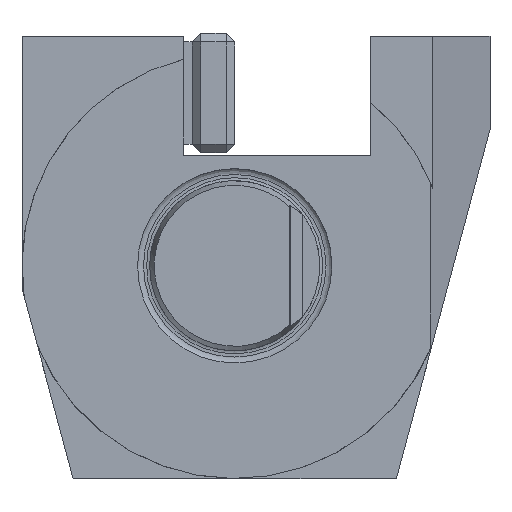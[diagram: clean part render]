
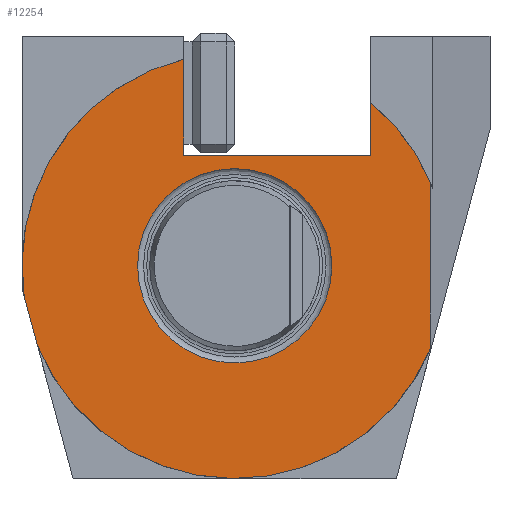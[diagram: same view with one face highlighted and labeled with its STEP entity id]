
A CAD part, front view. The second image highlights one B-rep face of the part: STEP entity #12254.
In plain terms, the highlighted planar face has unit normal (0, -1, 0).
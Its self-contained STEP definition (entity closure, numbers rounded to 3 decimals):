
#117 = VECTOR ( 'NONE', #952, 1000. ) ;
#166 = VERTEX_POINT ( 'NONE', #8037 ) ;
#347 = CARTESIAN_POINT ( 'NONE',  ( -11.55, 0., 0. ) ) ;
#468 = VECTOR ( 'NONE', #7850, 1000. ) ;
#637 = VERTEX_POINT ( 'NONE', #6626 ) ;
#799 = VECTOR ( 'NONE', #8599, 1000. ) ;
#896 = ORIENTED_EDGE ( 'NONE', *, *, #12464, .T. ) ;
#952 = DIRECTION ( 'NONE',  ( 0., 0., 1. ) ) ;
#1132 = DIRECTION ( 'NONE',  ( 0., -1., 0. ) ) ;
#1375 = CARTESIAN_POINT ( 'NONE',  ( 0., 0., 0. ) ) ;
#1438 = EDGE_CURVE ( 'NONE', #9404, #9404, #6813, .T. ) ;
#1494 = PLANE ( 'NONE',  #12369 ) ;
#1652 = DIRECTION ( 'NONE',  ( 0.259, 0., -0.966 ) ) ;
#1786 = VERTEX_POINT ( 'NONE', #12452 ) ;
#2269 = DIRECTION ( 'NONE',  ( -1., 0., 0. ) ) ;
#2507 = EDGE_CURVE ( 'NONE', #637, #11140, #11854, .T. ) ;
#2864 = ORIENTED_EDGE ( 'NONE', *, *, #10380, .F. ) ;
#2986 = CARTESIAN_POINT ( 'NONE',  ( 16., 0., 0. ) ) ;
#3141 = CARTESIAN_POINT ( 'NONE',  ( -6., 0., 0. ) ) ;
#3145 = CIRCLE ( 'NONE', #4892, 25. ) ;
#3286 = VECTOR ( 'NONE', #1652, 1000. ) ;
#3397 = ORIENTED_EDGE ( 'NONE', *, *, #5663, .T. ) ;
#3602 = DIRECTION ( 'NONE',  ( -1., 0., 0. ) ) ;
#3632 = VERTEX_POINT ( 'NONE', #9715 ) ;
#3926 = ORIENTED_EDGE ( 'NONE', *, *, #2507, .F. ) ;
#3935 = LINE ( 'NONE', #10852, #3286 ) ;
#4178 = DIRECTION ( 'NONE',  ( -1., 0., 0. ) ) ;
#4786 = ORIENTED_EDGE ( 'NONE', *, *, #8974, .T. ) ;
#4892 = AXIS2_PLACEMENT_3D ( 'NONE', #1375, #4992, #3602 ) ;
#4992 = DIRECTION ( 'NONE',  ( 0., 1., 0. ) ) ;
#5663 = EDGE_CURVE ( 'NONE', #11490, #3632, #13526, .T. ) ;
#5744 = CARTESIAN_POINT ( 'NONE',  ( 0., 0., 0. ) ) ;
#6048 = ORIENTED_EDGE ( 'NONE', *, *, #1438, .F. ) ;
#6306 = ORIENTED_EDGE ( 'NONE', *, *, #6517, .T. ) ;
#6428 = VERTEX_POINT ( 'NONE', #10187 ) ;
#6517 = EDGE_CURVE ( 'NONE', #3632, #12304, #10344, .T. ) ;
#6626 = CARTESIAN_POINT ( 'NONE',  ( -24.746, 0., -3.557 ) ) ;
#6813 = CIRCLE ( 'NONE', #8026, 11.419 ) ;
#7289 = AXIS2_PLACEMENT_3D ( 'NONE', #10233, #14687, #14927 ) ;
#7792 = CARTESIAN_POINT ( 'NONE',  ( -6., 0., 13. ) ) ;
#7832 = EDGE_LOOP ( 'NONE', ( #896, #14891, #3397, #6306, #4786, #3926, #8384, #2864 ) ) ;
#7850 = DIRECTION ( 'NONE',  ( 0., 0., 1. ) ) ;
#8026 = AXIS2_PLACEMENT_3D ( 'NONE', #5744, #1132, #15197 ) ;
#8037 = CARTESIAN_POINT ( 'NONE',  ( -23.209, 0., -9.293 ) ) ;
#8039 = CARTESIAN_POINT ( 'NONE',  ( 11.419, 0., 0. ) ) ;
#8094 = EDGE_LOOP ( 'NONE', ( #6048 ) ) ;
#8384 = ORIENTED_EDGE ( 'NONE', *, *, #12168, .T. ) ;
#8492 = FACE_OUTER_BOUND ( 'NONE', #7832, .T. ) ;
#8571 = DIRECTION ( 'NONE',  ( 0., -1., 0. ) ) ;
#8599 = DIRECTION ( 'NONE',  ( 0., 0., -1. ) ) ;
#8974 = EDGE_CURVE ( 'NONE', #12304, #11140, #12290, .T. ) ;
#9147 = EDGE_CURVE ( 'NONE', #11490, #6428, #3145, .T. ) ;
#9404 = VERTEX_POINT ( 'NONE', #8039 ) ;
#9715 = CARTESIAN_POINT ( 'NONE',  ( 16., 0., 13. ) ) ;
#10187 = CARTESIAN_POINT ( 'NONE',  ( 23., 0., 9.798 ) ) ;
#10233 = CARTESIAN_POINT ( 'NONE',  ( 0., 0., 0. ) ) ;
#10344 = LINE ( 'NONE', #12799, #14079 ) ;
#10380 = EDGE_CURVE ( 'NONE', #1786, #166, #10952, .T. ) ;
#10852 = CARTESIAN_POINT ( 'NONE',  ( -24.751, 0., -3.537 ) ) ;
#10952 = CIRCLE ( 'NONE', #7289, 25. ) ;
#11140 = VERTEX_POINT ( 'NONE', #12112 ) ;
#11464 = LINE ( 'NONE', #13846, #117 ) ;
#11490 = VERTEX_POINT ( 'NONE', #14633 ) ;
#11854 = CIRCLE ( 'NONE', #13825, 25. ) ;
#12112 = CARTESIAN_POINT ( 'NONE',  ( -6., 0., 24.269 ) ) ;
#12168 = EDGE_CURVE ( 'NONE', #637, #166, #3935, .T. ) ;
#12254 = ADVANCED_FACE ( 'Defeature completata2_0', ( #8492, #14408 ), #1494, .T. ) ;
#12290 = LINE ( 'NONE', #3141, #468 ) ;
#12304 = VERTEX_POINT ( 'NONE', #7792 ) ;
#12369 = AXIS2_PLACEMENT_3D ( 'NONE', #347, #8571, #13248 ) ;
#12452 = CARTESIAN_POINT ( 'NONE',  ( 23., 0., -9.798 ) ) ;
#12464 = EDGE_CURVE ( 'NONE', #1786, #6428, #11464, .T. ) ;
#12799 = CARTESIAN_POINT ( 'NONE',  ( -11.55, 0., 13. ) ) ;
#13248 = DIRECTION ( 'NONE',  ( 1., 0., 0. ) ) ;
#13526 = LINE ( 'NONE', #2986, #799 ) ;
#13825 = AXIS2_PLACEMENT_3D ( 'NONE', #14941, #14773, #4178 ) ;
#13846 = CARTESIAN_POINT ( 'NONE',  ( 23., 0., -25. ) ) ;
#14079 = VECTOR ( 'NONE', #2269, 1000. ) ;
#14408 = FACE_BOUND ( 'NONE', #8094, .T. ) ;
#14633 = CARTESIAN_POINT ( 'NONE',  ( 16., 0., 19.209 ) ) ;
#14687 = DIRECTION ( 'NONE',  ( 0., 1., 0. ) ) ;
#14773 = DIRECTION ( 'NONE',  ( 0., 1., 0. ) ) ;
#14891 = ORIENTED_EDGE ( 'NONE', *, *, #9147, .F. ) ;
#14927 = DIRECTION ( 'NONE',  ( -1., 0., 0. ) ) ;
#14941 = CARTESIAN_POINT ( 'NONE',  ( 0., 0., 0. ) ) ;
#15197 = DIRECTION ( 'NONE',  ( 1., 0., 0. ) ) ;
